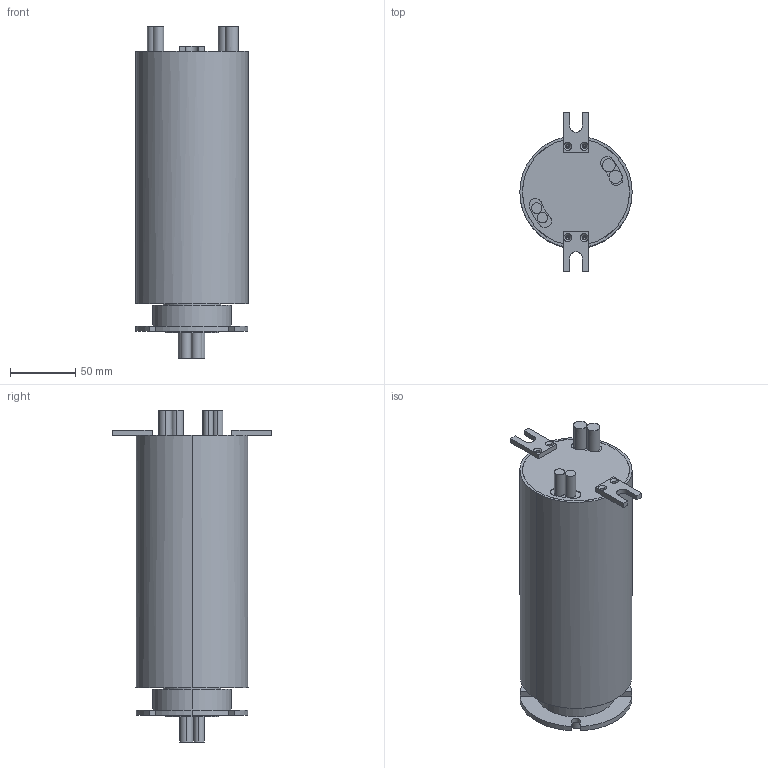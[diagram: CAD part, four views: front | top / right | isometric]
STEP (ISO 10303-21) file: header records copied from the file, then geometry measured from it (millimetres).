
FILE_DESCRIPTION (( 'STEP AP203' ), '1' );
FILE_NAME ('RX00812006--RZ086-P0840-S22.STEP', '2020-08-13T08:30:59', ( '微软用户' ), ( '微软中国' ), 'SwSTEP 2.0', 'SolidWorks 2014', '' );
FILE_SCHEMA (( 'CONFIG_CONTROL_DESIGN' ));
Length unit declared in the file: millimetre
Products named in the file (1): RX00812006--RZ086-P0840-S22
Bounding box: 86 x 122 x 254.2 mm (x, y, z)
Volume: 1205503.9 mm3; surface area: 85911.2 mm2
Topology: 1 solids, 1 shells, 139 faces, 341 edges, 214 vertices
Faces by surface type: cylinder 71, plane 52, cone 16
Entity records: 4166 total; most frequent: DIRECTION 779, CARTESIAN_POINT 687, ORIENTED_EDGE 666, EDGE_CURVE 333, AXIS2_PLACEMENT_3D 306, VERTEX_POINT 214, VECTOR 167, LINE 167
